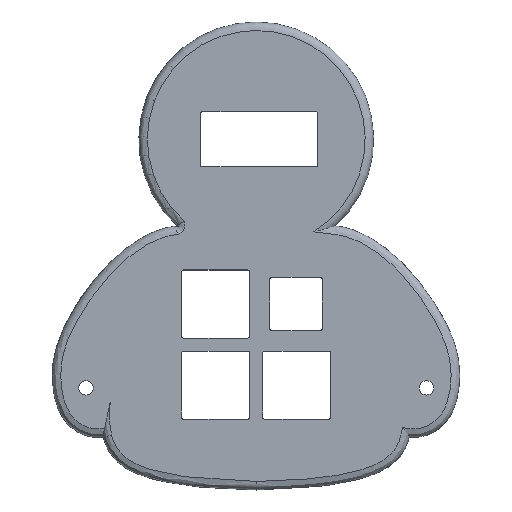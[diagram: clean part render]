
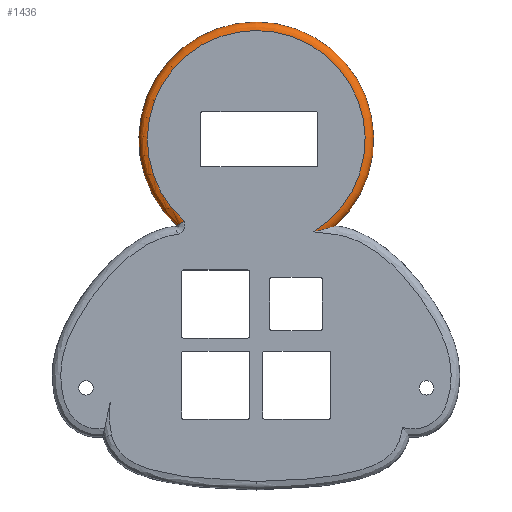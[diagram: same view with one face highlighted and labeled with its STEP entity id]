
A CAD part, top view. The second image highlights one B-rep face of the part: STEP entity #1436.
In plain terms, the highlighted toroidal (fillet/blend) face has major radius 25.58 mm and minor radius 2 mm.
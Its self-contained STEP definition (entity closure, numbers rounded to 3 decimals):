
#15=TOROIDAL_SURFACE('',#1554,25.58,2.);
#364=FACE_OUTER_BOUND('',#447,.T.);
#447=EDGE_LOOP('',(#1141,#1142,#1143,#1144));
#521=CIRCLE('',#1518,27.58);
#535=CIRCLE('',#1555,25.58);
#573=B_SPLINE_CURVE_WITH_KNOTS('',3,(#3404,#3405,#3406,#3407,#3408,#3409,
#3410,#3411,#3412,#3413,#3414,#3415,#3416,#3417),.UNSPECIFIED.,.F.,.F.,
(4,2,2,2,2,2,4),(-0.002,0.,0.36,0.596,
0.728,0.808,0.872),.UNSPECIFIED.);
#574=B_SPLINE_CURVE_WITH_KNOTS('',3,(#3418,#3419,#3420,#3421,#3422,#3423,
#3424,#3425,#3426,#3427,#3428,#3429),.UNSPECIFIED.,.F.,.F.,(4,2,2,2,2,4),
(0.653,0.731,0.814,0.892,
0.969,0.976),.UNSPECIFIED.);
#641=VERTEX_POINT('',#2832);
#642=VERTEX_POINT('',#2833);
#686=VERTEX_POINT('',#3401);
#687=VERTEX_POINT('',#3402);
#783=EDGE_CURVE('',#641,#642,#521,.T.);
#858=EDGE_CURVE('',#686,#687,#535,.T.);
#859=EDGE_CURVE('',#687,#641,#573,.T.);
#860=EDGE_CURVE('',#642,#686,#574,.F.);
#1141=ORIENTED_EDGE('',*,*,#858,.T.);
#1142=ORIENTED_EDGE('',*,*,#859,.T.);
#1143=ORIENTED_EDGE('',*,*,#783,.T.);
#1144=ORIENTED_EDGE('',*,*,#860,.T.);
#1436=ADVANCED_FACE('',(#364),#15,.T.);
#1518=AXIS2_PLACEMENT_3D('',#2834,#1689,#1690);
#1554=AXIS2_PLACEMENT_3D('',#3400,#1809,#1810);
#1555=AXIS2_PLACEMENT_3D('',#3403,#1811,#1812);
#1689=DIRECTION('center_axis',(0.,0.,1.));
#1690=DIRECTION('ref_axis',(-0.822,-0.569,0.));
#1809=DIRECTION('center_axis',(0.,0.,1.));
#1810=DIRECTION('ref_axis',(0.082,0.997,0.));
#1811=DIRECTION('center_axis',(0.,0.,-1.));
#1812=DIRECTION('ref_axis',(0.568,0.823,0.));
#2832=CARTESIAN_POINT('',(118.666,-71.943,8.));
#2833=CARTESIAN_POINT('',(81.35,-71.943,8.));
#2834=CARTESIAN_POINT('Origin',(100.008,-51.632,8.));
#3400=CARTESIAN_POINT('Origin',(100.008,-51.632,8.));
#3401=CARTESIAN_POINT('',(83.12,-70.844,10.));
#3402=CARTESIAN_POINT('',(113.527,-73.348,10.));
#3403=CARTESIAN_POINT('Origin',(100.008,-51.632,10.));
#3404=CARTESIAN_POINT('Ctrl Pts',(113.527,-73.348,10.));
#3405=CARTESIAN_POINT('Ctrl Pts',(113.533,-73.347,10.));
#3406=CARTESIAN_POINT('Ctrl Pts',(113.539,-73.345,10.));
#3407=CARTESIAN_POINT('Ctrl Pts',(114.716,-73.082,9.999));
#3408=CARTESIAN_POINT('Ctrl Pts',(115.738,-72.813,9.879));
#3409=CARTESIAN_POINT('Ctrl Pts',(117.107,-72.426,9.511));
#3410=CARTESIAN_POINT('Ctrl Pts',(117.548,-72.293,9.324));
#3411=CARTESIAN_POINT('Ctrl Pts',(118.072,-72.132,8.992));
#3412=CARTESIAN_POINT('Ctrl Pts',(118.255,-72.075,8.847));
#3413=CARTESIAN_POINT('Ctrl Pts',(118.484,-72.002,8.57));
#3414=CARTESIAN_POINT('Ctrl Pts',(118.558,-71.978,8.452));
#3415=CARTESIAN_POINT('Ctrl Pts',(118.645,-71.95,8.22));
#3416=CARTESIAN_POINT('Ctrl Pts',(118.666,-71.943,8.112));
#3417=CARTESIAN_POINT('Ctrl Pts',(118.666,-71.943,8.));
#3418=CARTESIAN_POINT('Ctrl Pts',(83.12,-70.844,10.));
#3419=CARTESIAN_POINT('Ctrl Pts',(82.895,-70.974,10.));
#3420=CARTESIAN_POINT('Ctrl Pts',(82.674,-71.106,9.955));
#3421=CARTESIAN_POINT('Ctrl Pts',(82.246,-71.367,9.768));
#3422=CARTESIAN_POINT('Ctrl Pts',(82.046,-71.492,9.624));
#3423=CARTESIAN_POINT('Ctrl Pts',(81.715,-71.703,9.257));
#3424=CARTESIAN_POINT('Ctrl Pts',(81.586,-71.787,9.043));
#3425=CARTESIAN_POINT('Ctrl Pts',(81.408,-71.905,8.572));
#3426=CARTESIAN_POINT('Ctrl Pts',(81.359,-71.937,8.322));
#3427=CARTESIAN_POINT('Ctrl Pts',(81.351,-71.943,8.045));
#3428=CARTESIAN_POINT('Ctrl Pts',(81.35,-71.943,8.022));
#3429=CARTESIAN_POINT('Ctrl Pts',(81.35,-71.943,8.));
